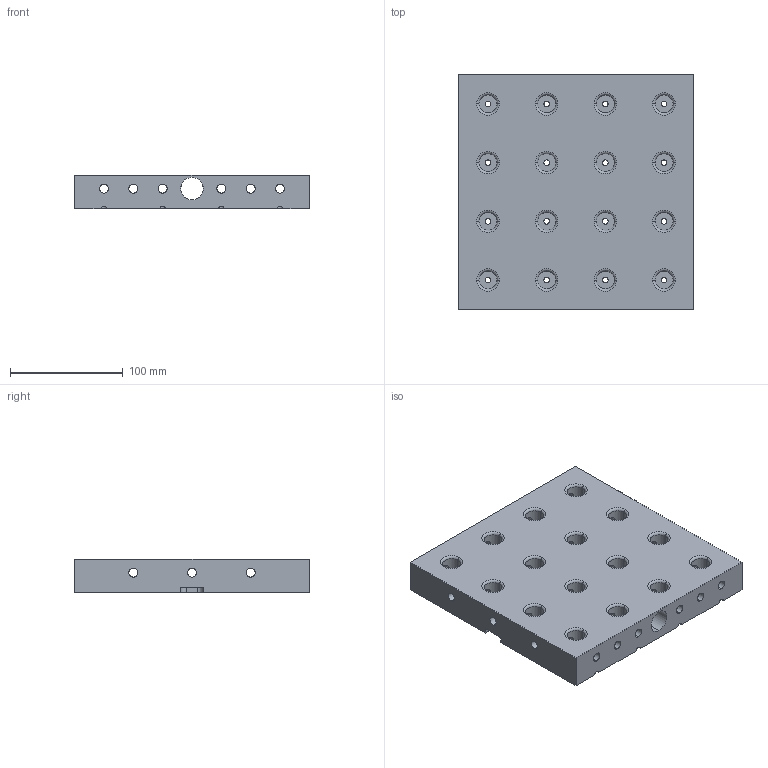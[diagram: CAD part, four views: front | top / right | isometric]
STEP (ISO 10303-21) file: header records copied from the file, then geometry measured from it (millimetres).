
FILE_DESCRIPTION (( 'STEP AP203' ), '1' );
FILE_NAME ('SF-M-52X52-8026.STEP', '2025-03-14T06:23:53', ( '微软用户' ), ( '微软中国' ), 'SwSTEP 2.0', 'SolidWorks 2016', '' );
FILE_SCHEMA (( 'CONFIG_CONTROL_DESIGN' ));
Length unit declared in the file: millimetre
Products named in the file (1): SF-M-52X52-8026
Bounding box: 208 x 208 x 30 mm (x, y, z)
Volume: 1065222.5 mm3; surface area: 176935.5 mm2
Topology: 1 solids, 1 shells, 288 faces, 711 edges, 386 vertices
Faces by surface type: cylinder 224, torus 32, plane 32
Entity records: 11114 total; most frequent: CARTESIAN_POINT 4434, ORIENTED_EDGE 1422, DIRECTION 1335, EDGE_CURVE 711, AXIS2_PLACEMENT_3D 523, VERTEX_POINT 386, EDGE_LOOP 377, VECTOR 289
